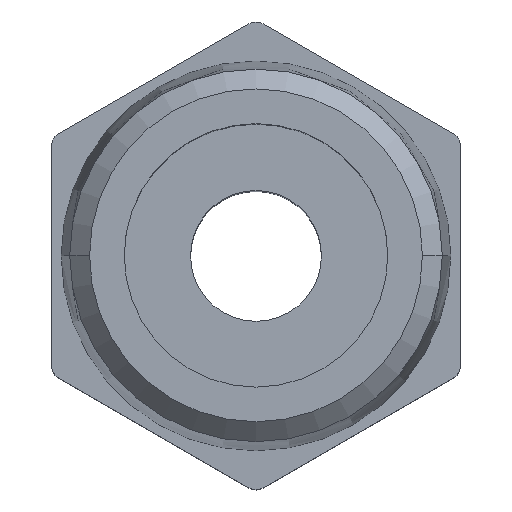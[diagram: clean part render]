
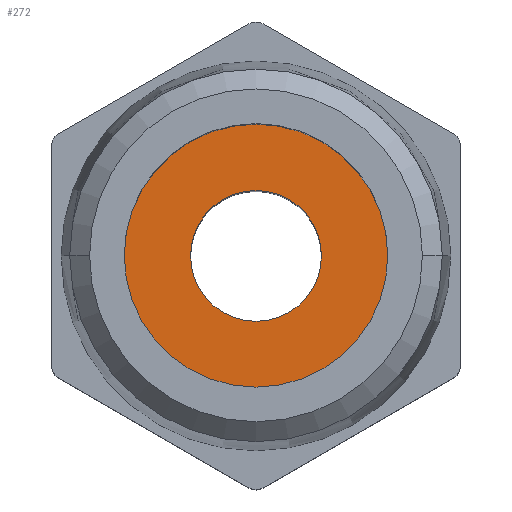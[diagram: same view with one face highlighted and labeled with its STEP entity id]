
A CAD part, top view. The second image highlights one B-rep face of the part: STEP entity #272.
In plain terms, the highlighted planar face has unit normal (0, 0, 1).
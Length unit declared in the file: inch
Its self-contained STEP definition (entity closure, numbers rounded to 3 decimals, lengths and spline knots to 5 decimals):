
#31 = EDGE_LOOP ( 'NONE', ( #393, #299 ) ) ;
#46 = CARTESIAN_POINT ( 'NONE',  ( 0., 0., 0.1295 ) ) ;
#49 = CARTESIAN_POINT ( 'NONE',  ( 0., 0., 0.1295 ) ) ;
#58 = AXIS2_PLACEMENT_3D ( 'NONE', #1082, #516, #1177 ) ;
#81 = VERTEX_POINT ( 'NONE', #674 ) ;
#95 = CIRCLE ( 'NONE', #1095, 0.282 ) ;
#124 = DIRECTION ( 'NONE',  ( 0., 0., -1. ) ) ;
#136 = PLANE ( 'NONE',  #362 ) ;
#137 = DIRECTION ( 'NONE',  ( 1., 0., 0. ) ) ;
#162 = EDGE_CURVE ( 'NONE', #327, #81, #537, .T. ) ;
#164 = FACE_BOUND ( 'NONE', #31, .T. ) ;
#192 = EDGE_CURVE ( 'NONE', #1050, #1215, #964, .T. ) ;
#235 = DIRECTION ( 'NONE',  ( 1., 0., 0. ) ) ;
#264 = CARTESIAN_POINT ( 'NONE',  ( -0.14, 0., 0.1295 ) ) ;
#272 = ADVANCED_FACE ( 'NONE', ( #164, #1113 ), #136, .T. ) ;
#299 = ORIENTED_EDGE ( 'NONE', *, *, #930, .F. ) ;
#327 = VERTEX_POINT ( 'NONE', #1099 ) ;
#362 = AXIS2_PLACEMENT_3D ( 'NONE', #49, #818, #235 ) ;
#393 = ORIENTED_EDGE ( 'NONE', *, *, #192, .F. ) ;
#514 = DIRECTION ( 'NONE',  ( 0., 0., 1. ) ) ;
#516 = DIRECTION ( 'NONE',  ( 0., 0., 1. ) ) ;
#534 = CARTESIAN_POINT ( 'NONE',  ( 0.14, 0., 0.1295 ) ) ;
#537 = CIRCLE ( 'NONE', #1004, 0.282 ) ;
#674 = CARTESIAN_POINT ( 'NONE',  ( -0.282, 0., 0.1295 ) ) ;
#706 = CARTESIAN_POINT ( 'NONE',  ( 0., 0., 0.1295 ) ) ;
#720 = DIRECTION ( 'NONE',  ( 0., 0., -1. ) ) ;
#805 = DIRECTION ( 'NONE',  ( 1., 0., 0. ) ) ;
#818 = DIRECTION ( 'NONE',  ( 0., 0., 1. ) ) ;
#883 = EDGE_LOOP ( 'NONE', ( #1071, #1018 ) ) ;
#928 = CIRCLE ( 'NONE', #58, 0.14 ) ;
#930 = EDGE_CURVE ( 'NONE', #1215, #1050, #928, .T. ) ;
#952 = AXIS2_PLACEMENT_3D ( 'NONE', #1081, #514, #1175 ) ;
#959 = EDGE_CURVE ( 'NONE', #81, #327, #95, .T. ) ;
#964 = CIRCLE ( 'NONE', #952, 0.14 ) ;
#1004 = AXIS2_PLACEMENT_3D ( 'NONE', #706, #124, #805 ) ;
#1018 = ORIENTED_EDGE ( 'NONE', *, *, #959, .F. ) ;
#1050 = VERTEX_POINT ( 'NONE', #534 ) ;
#1071 = ORIENTED_EDGE ( 'NONE', *, *, #162, .F. ) ;
#1081 = CARTESIAN_POINT ( 'NONE',  ( 0., 0., 0.1295 ) ) ;
#1082 = CARTESIAN_POINT ( 'NONE',  ( 0., 0., 0.1295 ) ) ;
#1095 = AXIS2_PLACEMENT_3D ( 'NONE', #46, #720, #137 ) ;
#1099 = CARTESIAN_POINT ( 'NONE',  ( 0.282, 0., 0.1295 ) ) ;
#1113 = FACE_OUTER_BOUND ( 'NONE', #883, .T. ) ;
#1175 = DIRECTION ( 'NONE',  ( 1., 0., 0. ) ) ;
#1177 = DIRECTION ( 'NONE',  ( 1., 0., 0. ) ) ;
#1215 = VERTEX_POINT ( 'NONE', #264 ) ;
